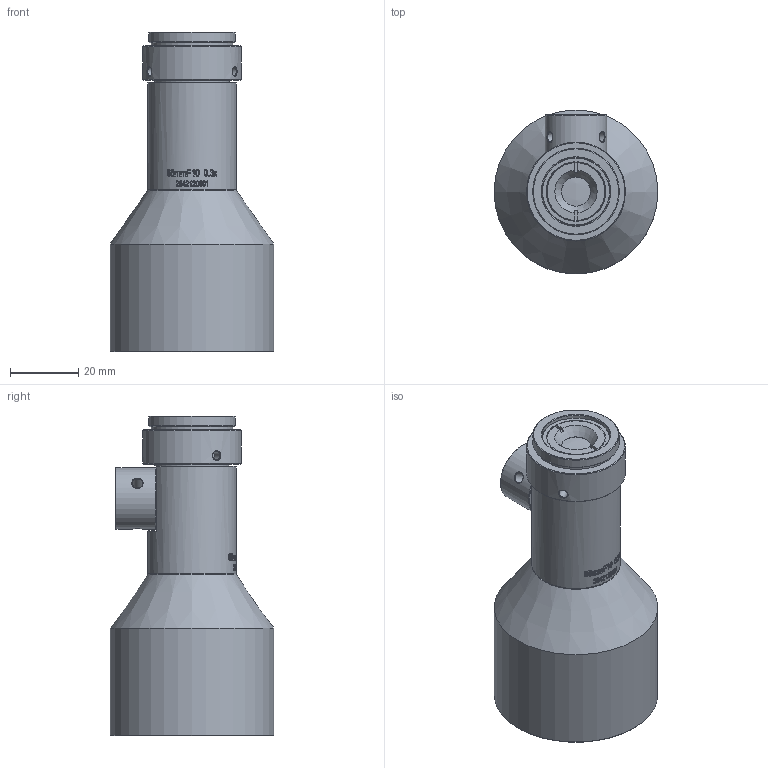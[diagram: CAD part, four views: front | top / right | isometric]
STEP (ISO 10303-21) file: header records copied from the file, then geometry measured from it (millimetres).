
FILE_DESCRIPTION(/* description */ (''),/* implementation_level */ '2;1');
FILE_NAME(/* name */ 'TC030065A_外形3D.stp',/* time_stamp */ '2022-03-22T15:07:59+08:00',/* author */ (''),/* organization */ (''),/* preprocessor_version */ 'ST-DEVELOPER v16',/* originating_system */ 'SIEMENS PLM Software NX 10.0',/* authorisation */ '');
FILE_SCHEMA (('AUTOMOTIVE_DESIGN { 1 0 10303 214 3 1 1 1 }'));
Length unit declared in the file: millimetre
Products named in the file (1): FLY2D94F3B04wz1
Bounding box: 48 x 48 x 93.62 mm (x, y, z)
Volume: 43094.8 mm3; surface area: 33963.4 mm2
Topology: 10 solids, 10 shells, 595 faces, 1512 edges, 990 vertices
Faces by surface type: plane 226, extrusion 163, cone 97, cylinder 95, bspline 10, sphere 4
Full cylindrical faces by diameter (mm): 1.5 x3, 2 x3, 2.08 x1, 2.5 x3, 3 x3, 7 x1, 8 x1, 10.2 x1, 11.8 x1, 12.6 x1, 12.7 x1, 13.7 x1, 14 x1, 15 x1, 16 x1, 16.5 x1, 16.9 x1, 17.5 x1, 17.7 x1, 18 x2, 19.7 x1, 20 x3, 20.2 x1, 20.4 x1, 20.5 x1, 21 x1, 21.2 x1, 22 x2, 22.2 x3, 22.4 x1
Entity records: 25454 total; most frequent: CARTESIAN_POINT 12583, ORIENTED_EDGE 2652, DIRECTION 2143, EDGE_CURVE 1326, VERTEX_POINT 937, EDGE_LOOP 819, AXIS2_PLACEMENT_3D 766, B_SPLINE_CURVE_WITH_KNOTS 698
